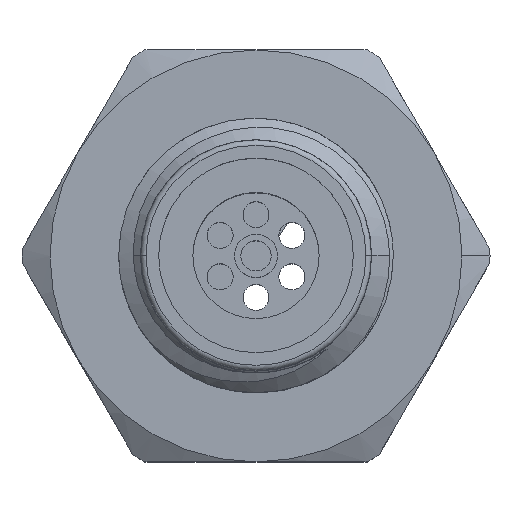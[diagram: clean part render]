
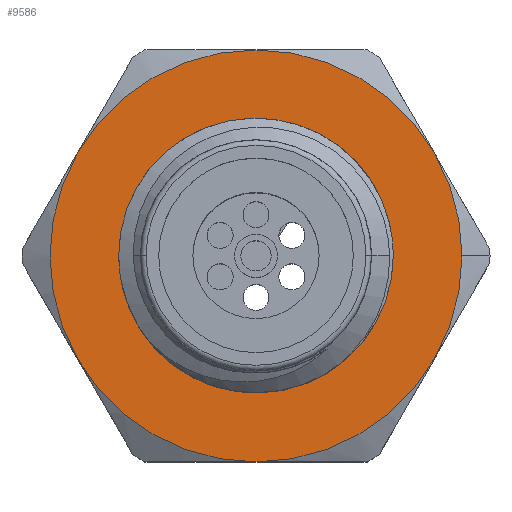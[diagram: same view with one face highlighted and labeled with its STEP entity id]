
A CAD part, top view. The second image highlights one B-rep face of the part: STEP entity #9586.
In plain terms, the highlighted planar face has unit normal (0, 0, 1).
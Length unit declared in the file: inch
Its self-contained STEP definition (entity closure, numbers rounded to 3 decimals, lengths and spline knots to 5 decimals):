
#267 = FACE_OUTER_BOUND ( 'NONE', #45863, .T. ) ;
#295 = AXIS2_PLACEMENT_3D ( 'NONE', #44751, #986, #29983 ) ;
#771 = CIRCLE ( 'NONE', #30340, 0.1875 ) ;
#986 = DIRECTION ( 'NONE',  ( 0., 0., 1. ) ) ;
#1114 = AXIS2_PLACEMENT_3D ( 'NONE', #13422, #35130, #12949 ) ;
#2976 = CARTESIAN_POINT ( 'NONE',  ( 0., 0., -0.307 ) ) ;
#3078 = CIRCLE ( 'NONE', #17214, 0.10512 ) ;
#4305 = CARTESIAN_POINT ( 'NONE',  ( 0., 0., -0.307 ) ) ;
#4942 = VERTEX_POINT ( 'NONE', #28511 ) ;
#6626 = DIRECTION ( 'NONE',  ( 1., 0., 0. ) ) ;
#6720 = CARTESIAN_POINT ( 'NONE',  ( 0., -0.1875, -0.307 ) ) ;
#6962 = VERTEX_POINT ( 'NONE', #29774 ) ;
#6997 = ORIENTED_EDGE ( 'NONE', *, *, #11609, .T. ) ;
#7169 = CIRCLE ( 'NONE', #40923, 0.1875 ) ;
#7361 = CARTESIAN_POINT ( 'NONE',  ( 0.1875, 0., -0.307 ) ) ;
#7416 = AXIS2_PLACEMENT_3D ( 'NONE', #35602, #13736, #39253 ) ;
#8925 = CARTESIAN_POINT ( 'NONE',  ( 0.10512, 0., -0.307 ) ) ;
#9193 = EDGE_CURVE ( 'NONE', #44518, #42970, #3078, .T. ) ;
#9463 = CARTESIAN_POINT ( 'NONE',  ( -0.16238, -0.09375, -0.307 ) ) ;
#9586 = ADVANCED_FACE ( 'NONE', ( #24743, #267 ), #28115, .T. ) ;
#10768 = DIRECTION ( 'NONE',  ( 0., 0., 1. ) ) ;
#11609 = EDGE_CURVE ( 'NONE', #37680, #4942, #23483, .T. ) ;
#11960 = CARTESIAN_POINT ( 'NONE',  ( 0.16238, -0.09375, -0.307 ) ) ;
#12104 = DIRECTION ( 'NONE',  ( 0., 0., 1. ) ) ;
#12331 = CARTESIAN_POINT ( 'NONE',  ( -0.10512, 0., -0.307 ) ) ;
#12687 = ORIENTED_EDGE ( 'NONE', *, *, #21535, .T. ) ;
#12949 = DIRECTION ( 'NONE',  ( 1., 0., 0. ) ) ;
#13091 = CARTESIAN_POINT ( 'NONE',  ( 0.125, 0., -0.307 ) ) ;
#13422 = CARTESIAN_POINT ( 'NONE',  ( 0., 0., -0.307 ) ) ;
#13506 = ORIENTED_EDGE ( 'NONE', *, *, #16610, .T. ) ;
#13736 = DIRECTION ( 'NONE',  ( 0., 0., 1. ) ) ;
#14098 = VERTEX_POINT ( 'NONE', #6720 ) ;
#14424 = CARTESIAN_POINT ( 'NONE',  ( 0., 0., -0.307 ) ) ;
#15116 = CIRCLE ( 'NONE', #295, 0.1875 ) ;
#16211 = DIRECTION ( 'NONE',  ( 1., 0., 0. ) ) ;
#16605 = EDGE_LOOP ( 'NONE', ( #40176, #25881 ) ) ;
#16610 = EDGE_CURVE ( 'NONE', #6962, #32643, #39337, .T. ) ;
#17214 = AXIS2_PLACEMENT_3D ( 'NONE', #21333, #29312, #46819 ) ;
#17379 = CARTESIAN_POINT ( 'NONE',  ( 0., 0.1875, -0.307 ) ) ;
#17391 = DIRECTION ( 'NONE',  ( 0., 0., 1. ) ) ;
#17926 = DIRECTION ( 'NONE',  ( 1., 0., 0. ) ) ;
#20320 = AXIS2_PLACEMENT_3D ( 'NONE', #34339, #17391, #36714 ) ;
#20572 = CIRCLE ( 'NONE', #37394, 0.1875 ) ;
#21333 = CARTESIAN_POINT ( 'NONE',  ( 0., 0., -0.307 ) ) ;
#21535 = EDGE_CURVE ( 'NONE', #31964, #37680, #15116, .T. ) ;
#23006 = ORIENTED_EDGE ( 'NONE', *, *, #36826, .T. ) ;
#23483 = CIRCLE ( 'NONE', #20320, 0.1875 ) ;
#23770 = ORIENTED_EDGE ( 'NONE', *, *, #33976, .T. ) ;
#24743 = FACE_BOUND ( 'NONE', #16605, .T. ) ;
#25101 = AXIS2_PLACEMENT_3D ( 'NONE', #2976, #28491, #6626 ) ;
#25881 = ORIENTED_EDGE ( 'NONE', *, *, #30804, .F. ) ;
#25944 = CIRCLE ( 'NONE', #25101, 0.10512 ) ;
#26623 = CARTESIAN_POINT ( 'NONE',  ( 0., 0., -0.307 ) ) ;
#27807 = DIRECTION ( 'NONE',  ( 1., 0., 0. ) ) ;
#28115 = PLANE ( 'NONE',  #45895 ) ;
#28480 = VERTEX_POINT ( 'NONE', #17379 ) ;
#28491 = DIRECTION ( 'NONE',  ( 0., 0., 1. ) ) ;
#28511 = CARTESIAN_POINT ( 'NONE',  ( 0.16238, 0.09375, -0.307 ) ) ;
#29030 = EDGE_CURVE ( 'NONE', #28480, #6962, #7169, .T. ) ;
#29312 = DIRECTION ( 'NONE',  ( 0., 0., 1. ) ) ;
#29774 = CARTESIAN_POINT ( 'NONE',  ( -0.16238, 0.09375, -0.307 ) ) ;
#29983 = DIRECTION ( 'NONE',  ( 1., 0., 0. ) ) ;
#30340 = AXIS2_PLACEMENT_3D ( 'NONE', #4305, #12104, #37640 ) ;
#30804 = EDGE_CURVE ( 'NONE', #42970, #44518, #25944, .T. ) ;
#31964 = VERTEX_POINT ( 'NONE', #11960 ) ;
#32643 = VERTEX_POINT ( 'NONE', #9463 ) ;
#33976 = EDGE_CURVE ( 'NONE', #32643, #14098, #45751, .T. ) ;
#34173 = ORIENTED_EDGE ( 'NONE', *, *, #34319, .T. ) ;
#34319 = EDGE_CURVE ( 'NONE', #4942, #28480, #771, .T. ) ;
#34339 = CARTESIAN_POINT ( 'NONE',  ( 0., 0., -0.307 ) ) ;
#34419 = ORIENTED_EDGE ( 'NONE', *, *, #29030, .T. ) ;
#35130 = DIRECTION ( 'NONE',  ( 0., 0., 1. ) ) ;
#35428 = DIRECTION ( 'NONE',  ( 0., 0., 1. ) ) ;
#35602 = CARTESIAN_POINT ( 'NONE',  ( 0., 0., -0.307 ) ) ;
#36714 = DIRECTION ( 'NONE',  ( 1., 0., 0. ) ) ;
#36826 = EDGE_CURVE ( 'NONE', #14098, #31964, #20572, .T. ) ;
#37394 = AXIS2_PLACEMENT_3D ( 'NONE', #14424, #10768, #17926 ) ;
#37640 = DIRECTION ( 'NONE',  ( 1., 0., 0. ) ) ;
#37680 = VERTEX_POINT ( 'NONE', #7361 ) ;
#39253 = DIRECTION ( 'NONE',  ( 1., 0., 0. ) ) ;
#39337 = CIRCLE ( 'NONE', #1114, 0.1875 ) ;
#40176 = ORIENTED_EDGE ( 'NONE', *, *, #9193, .F. ) ;
#40923 = AXIS2_PLACEMENT_3D ( 'NONE', #26623, #45368, #16211 ) ;
#42970 = VERTEX_POINT ( 'NONE', #8925 ) ;
#44518 = VERTEX_POINT ( 'NONE', #12331 ) ;
#44751 = CARTESIAN_POINT ( 'NONE',  ( 0., 0., -0.307 ) ) ;
#45368 = DIRECTION ( 'NONE',  ( 0., 0., 1. ) ) ;
#45751 = CIRCLE ( 'NONE', #7416, 0.1875 ) ;
#45863 = EDGE_LOOP ( 'NONE', ( #12687, #6997, #34173, #34419, #13506, #23770, #23006 ) ) ;
#45895 = AXIS2_PLACEMENT_3D ( 'NONE', #13091, #35428, #27807 ) ;
#46819 = DIRECTION ( 'NONE',  ( 1., 0., 0. ) ) ;
